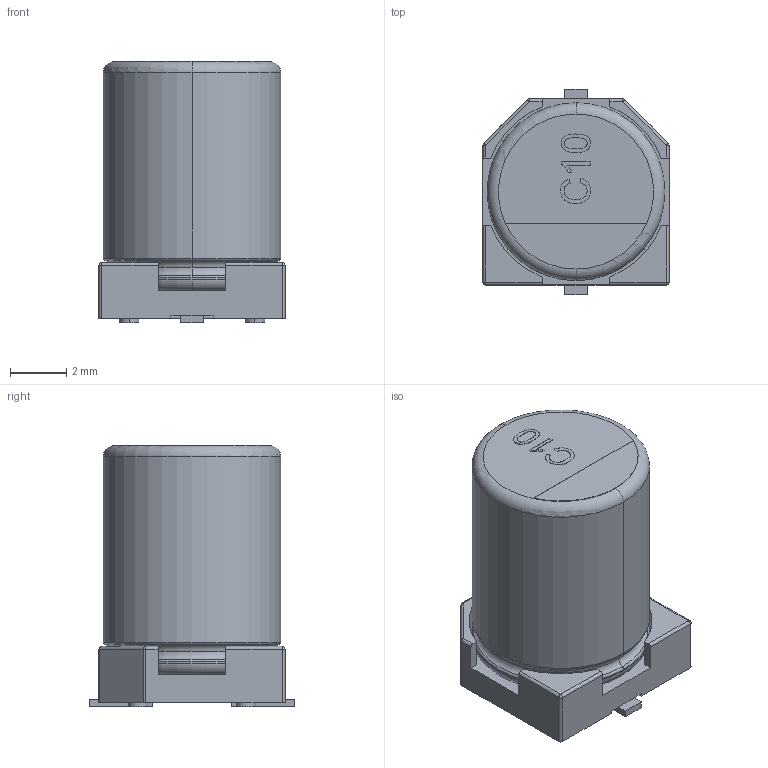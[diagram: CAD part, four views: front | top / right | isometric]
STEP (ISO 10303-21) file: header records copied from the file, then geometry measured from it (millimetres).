
FILE_DESCRIPTION (( 'STEP AP214' ), '1' );
FILE_NAME ('SMD Capacitor Polar C10(6.3X9.9mm).STEP', '2019-06-12T09:37:40', ( '' ), ( '' ), 'SwSTEP 2.0', 'SolidWorks 2018', '' );
FILE_SCHEMA (( 'AUTOMOTIVE_DESIGN' ));
Length unit declared in the file: millimetre
Products named in the file (1): SMD Capacitor Polar C10(6.3X9.9mm)
Bounding box: 6.6 x 7.3 x 9.29 mm (x, y, z)
Volume: 298.2 mm3; surface area: 312 mm2
Topology: 1 solids, 1 shells, 129 faces, 320 edges, 198 vertices
Faces by surface type: plane 58, cylinder 33, bspline 20, torus 12, sphere 6
Entity records: 6512 total; most frequent: CARTESIAN_POINT 2088, ORIENTED_EDGE 632, DIRECTION 585, EDGE_CURVE 316, AXIS2_PLACEMENT_3D 199, VERTEX_POINT 198, LINE 187, VECTOR 187
